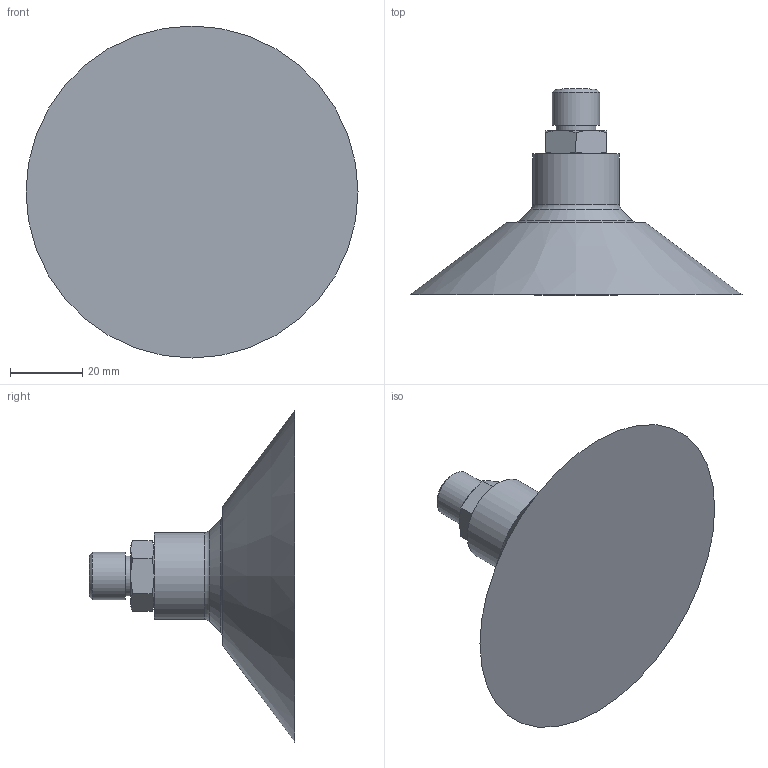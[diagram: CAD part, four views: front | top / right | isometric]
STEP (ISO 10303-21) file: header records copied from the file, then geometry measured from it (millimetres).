
FILE_DESCRIPTION(/* description */ (''),/* implementation_level */ '2;1');
FILE_NAME(/* name */ 'vc95nit_rac9r1-4m.stp',/* time_stamp */ '2020-09-21T16:22:31+02:00',/* author */ ('enginyeria'),/* organization */ (''),/* preprocessor_version */ 'ST-DEVELOPER v17.2',/* originating_system */ 'Autodesk Inventor 2019',/* authorisation */ '');
FILE_SCHEMA (('CONFIG_CONTROL_DESIGN'));
Length unit declared in the file: millimetre
Products named in the file (1): vc95nit_rac9r1-4m
Bounding box: 92 x 57 x 92 mm (x, y, z)
Volume: 82701.8 mm3; surface area: 17087.4 mm2
Topology: 1 solids, 1 shells, 35 faces, 84 edges, 56 vertices
Faces by surface type: cone 16, plane 13, cylinder 4, torus 2
Full cylindrical faces by diameter (mm): 6.5 x1, 11 x1, 13.156 x1, 24 x1
Entity records: 1113 total; most frequent: CARTESIAN_POINT 224, DIRECTION 178, ORIENTED_EDGE 168, EDGE_CURVE 84, AXIS2_PLACEMENT_3D 82, VERTEX_POINT 56, CIRCLE 46, EDGE_LOOP 40
